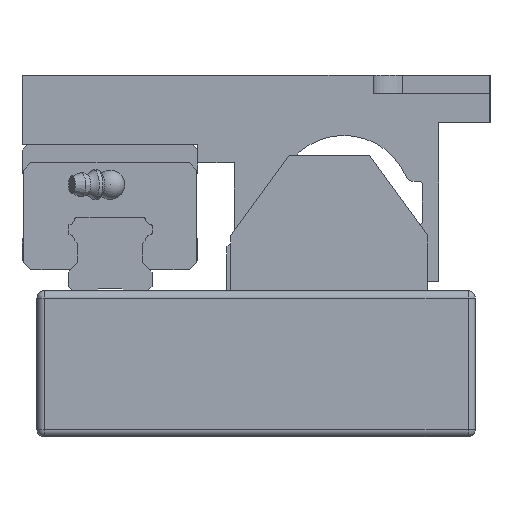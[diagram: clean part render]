
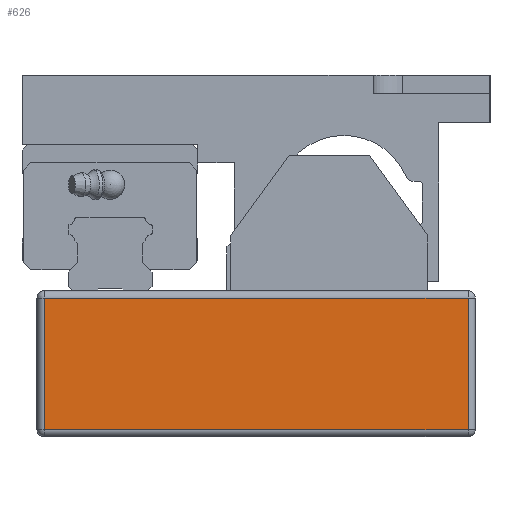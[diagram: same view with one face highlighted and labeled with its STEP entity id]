
A CAD part, left-side view. The second image highlights one B-rep face of the part: STEP entity #626.
In plain terms, the highlighted planar face has unit normal (-1, 0, 0).
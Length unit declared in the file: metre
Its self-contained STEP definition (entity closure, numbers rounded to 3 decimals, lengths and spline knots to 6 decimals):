
#626 = ADVANCED_FACE( '', ( #1564 ), #1565, .T. );
#1564 = FACE_OUTER_BOUND( '', #2905, .T. );
#1565 = PLANE( '', #2906 );
#2905 = EDGE_LOOP( '', ( #4705, #4706, #4707, #4708 ) );
#2906 = AXIS2_PLACEMENT_3D( '', #4709, #4710, #4711 );
#4705 = ORIENTED_EDGE( '', *, *, #7988, .F. );
#4706 = ORIENTED_EDGE( '', *, *, #7989, .F. );
#4707 = ORIENTED_EDGE( '', *, *, #7824, .F. );
#4708 = ORIENTED_EDGE( '', *, *, #7990, .F. );
#4709 = CARTESIAN_POINT( '', ( -0.32, 0.058, 0.038 ) );
#4710 = DIRECTION( '', ( -1., 0., 0. ) );
#4711 = DIRECTION( '', ( 0., 0., 1. ) );
#7824 = EDGE_CURVE( '', #9405, #9401, #9407, .T. );
#7988 = EDGE_CURVE( '', #8959, #9682, #9683, .T. );
#7989 = EDGE_CURVE( '', #9401, #8959, #9684, .T. );
#7990 = EDGE_CURVE( '', #9682, #9405, #9685, .T. );
#8959 = VERTEX_POINT( '', #11012 );
#9401 = VERTEX_POINT( '', #11588 );
#9405 = VERTEX_POINT( '', #11593 );
#9407 = LINE( '', #11595, #11596 );
#9682 = VERTEX_POINT( '', #11998 );
#9683 = LINE( '', #11999, #12000 );
#9684 = LINE( '', #12001, #12002 );
#9685 = LINE( '', #12003, #12004 );
#11012 = CARTESIAN_POINT( '', ( -0.32, 0.058, 0.002 ) );
#11588 = CARTESIAN_POINT( '', ( -0.32, -0.058, 0.002 ) );
#11593 = CARTESIAN_POINT( '', ( -0.32, -0.058, 0.038 ) );
#11595 = CARTESIAN_POINT( '', ( -0.32, -0.058, 0.002 ) );
#11596 = VECTOR( '', #14240, 1. );
#11998 = CARTESIAN_POINT( '', ( -0.32, 0.058, 0.038 ) );
#11999 = CARTESIAN_POINT( '', ( -0.32, 0.058, 0.038 ) );
#12000 = VECTOR( '', #14422, 1. );
#12001 = CARTESIAN_POINT( '', ( -0.32, 0.058, 0.002 ) );
#12002 = VECTOR( '', #14423, 1. );
#12003 = CARTESIAN_POINT( '', ( -0.32, -0.058, 0.038 ) );
#12004 = VECTOR( '', #14424, 1. );
#14240 = DIRECTION( '', ( 0., 0., -1. ) );
#14422 = DIRECTION( '', ( 0., 0., 1. ) );
#14423 = DIRECTION( '', ( 0., 1., 0. ) );
#14424 = DIRECTION( '', ( 0., -1., 0. ) );
